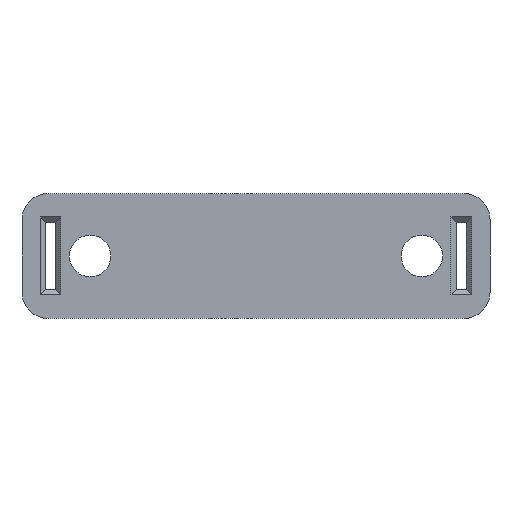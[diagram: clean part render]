
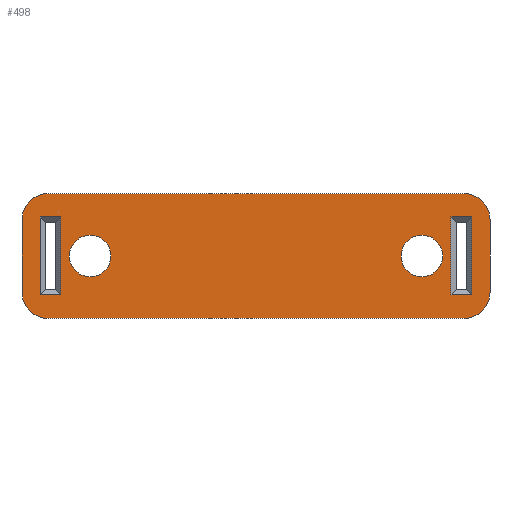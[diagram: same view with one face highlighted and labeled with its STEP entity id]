
A CAD part, left-side view. The second image highlights one B-rep face of the part: STEP entity #498.
In plain terms, the highlighted planar face has unit normal (-1, 0, 0).
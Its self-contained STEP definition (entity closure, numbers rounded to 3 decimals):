
#15=FACE_BOUND('',#75,.T.);
#16=FACE_BOUND('',#76,.T.);
#17=FACE_BOUND('',#77,.T.);
#18=FACE_BOUND('',#78,.T.);
#23=PLANE('',#542);
#46=FACE_OUTER_BOUND('',#74,.T.);
#74=EDGE_LOOP('',(#355,#356,#357,#358,#359,#360,#361,#362));
#75=EDGE_LOOP('',(#363,#364,#365,#366));
#76=EDGE_LOOP('',(#367));
#77=EDGE_LOOP('',(#368));
#78=EDGE_LOOP('',(#369,#370,#371,#372));
#111=LINE('',#731,#169);
#112=LINE('',#735,#170);
#113=LINE('',#739,#171);
#114=LINE('',#742,#172);
#115=LINE('',#745,#173);
#116=LINE('',#747,#174);
#117=LINE('',#749,#175);
#118=LINE('',#750,#176);
#119=LINE('',#757,#177);
#120=LINE('',#759,#178);
#121=LINE('',#761,#179);
#122=LINE('',#762,#180);
#169=VECTOR('',#591,10.);
#170=VECTOR('',#594,10.);
#171=VECTOR('',#597,10.);
#172=VECTOR('',#600,10.);
#173=VECTOR('',#601,10.);
#174=VECTOR('',#602,10.);
#175=VECTOR('',#603,10.);
#176=VECTOR('',#604,10.);
#177=VECTOR('',#609,10.);
#178=VECTOR('',#610,10.);
#179=VECTOR('',#611,10.);
#180=VECTOR('',#612,10.);
#226=CIRCLE('',#541,2.5);
#227=CIRCLE('',#543,2.5);
#228=CIRCLE('',#544,2.5);
#229=CIRCLE('',#545,2.5);
#230=CIRCLE('',#546,2.);
#231=CIRCLE('',#547,2.);
#239=VERTEX_POINT('',#724);
#240=VERTEX_POINT('',#726);
#241=VERTEX_POINT('',#730);
#242=VERTEX_POINT('',#732);
#243=VERTEX_POINT('',#734);
#244=VERTEX_POINT('',#736);
#245=VERTEX_POINT('',#738);
#246=VERTEX_POINT('',#740);
#247=VERTEX_POINT('',#743);
#248=VERTEX_POINT('',#744);
#249=VERTEX_POINT('',#746);
#250=VERTEX_POINT('',#748);
#251=VERTEX_POINT('',#751);
#252=VERTEX_POINT('',#753);
#253=VERTEX_POINT('',#755);
#254=VERTEX_POINT('',#756);
#255=VERTEX_POINT('',#758);
#256=VERTEX_POINT('',#760);
#283=EDGE_CURVE('',#239,#240,#226,.T.);
#285=EDGE_CURVE('',#241,#239,#111,.T.);
#286=EDGE_CURVE('',#242,#241,#227,.T.);
#287=EDGE_CURVE('',#243,#242,#112,.T.);
#288=EDGE_CURVE('',#244,#243,#228,.T.);
#289=EDGE_CURVE('',#245,#244,#113,.T.);
#290=EDGE_CURVE('',#246,#245,#229,.T.);
#291=EDGE_CURVE('',#240,#246,#114,.T.);
#292=EDGE_CURVE('',#247,#248,#115,.T.);
#293=EDGE_CURVE('',#249,#247,#116,.T.);
#294=EDGE_CURVE('',#250,#249,#117,.T.);
#295=EDGE_CURVE('',#248,#250,#118,.T.);
#296=EDGE_CURVE('',#251,#251,#230,.T.);
#297=EDGE_CURVE('',#252,#252,#231,.T.);
#298=EDGE_CURVE('',#253,#254,#119,.T.);
#299=EDGE_CURVE('',#255,#253,#120,.T.);
#300=EDGE_CURVE('',#256,#255,#121,.T.);
#301=EDGE_CURVE('',#254,#256,#122,.T.);
#355=ORIENTED_EDGE('',*,*,#283,.F.);
#356=ORIENTED_EDGE('',*,*,#285,.F.);
#357=ORIENTED_EDGE('',*,*,#286,.F.);
#358=ORIENTED_EDGE('',*,*,#287,.F.);
#359=ORIENTED_EDGE('',*,*,#288,.F.);
#360=ORIENTED_EDGE('',*,*,#289,.F.);
#361=ORIENTED_EDGE('',*,*,#290,.F.);
#362=ORIENTED_EDGE('',*,*,#291,.F.);
#363=ORIENTED_EDGE('',*,*,#292,.F.);
#364=ORIENTED_EDGE('',*,*,#293,.F.);
#365=ORIENTED_EDGE('',*,*,#294,.F.);
#366=ORIENTED_EDGE('',*,*,#295,.F.);
#367=ORIENTED_EDGE('',*,*,#296,.F.);
#368=ORIENTED_EDGE('',*,*,#297,.F.);
#369=ORIENTED_EDGE('',*,*,#298,.F.);
#370=ORIENTED_EDGE('',*,*,#299,.F.);
#371=ORIENTED_EDGE('',*,*,#300,.F.);
#372=ORIENTED_EDGE('',*,*,#301,.F.);
#498=ADVANCED_FACE('',(#46,#15,#16,#17,#18),#23,.F.);
#541=AXIS2_PLACEMENT_3D('',#727,#586,#587);
#542=AXIS2_PLACEMENT_3D('',#729,#589,#590);
#543=AXIS2_PLACEMENT_3D('',#733,#592,#593);
#544=AXIS2_PLACEMENT_3D('',#737,#595,#596);
#545=AXIS2_PLACEMENT_3D('',#741,#598,#599);
#546=AXIS2_PLACEMENT_3D('',#752,#605,#606);
#547=AXIS2_PLACEMENT_3D('',#754,#607,#608);
#586=DIRECTION('center_axis',(1.,0.,0.));
#587=DIRECTION('ref_axis',(0.,0.707,0.707));
#589=DIRECTION('center_axis',(1.,0.,0.));
#590=DIRECTION('ref_axis',(0.,1.,0.));
#591=DIRECTION('',(0.,0.,1.));
#592=DIRECTION('center_axis',(1.,0.,0.));
#593=DIRECTION('ref_axis',(0.,0.707,-0.707));
#594=DIRECTION('',(0.,1.,0.));
#595=DIRECTION('center_axis',(1.,0.,0.));
#596=DIRECTION('ref_axis',(0.,-0.707,-0.707));
#597=DIRECTION('',(0.,0.,-1.));
#598=DIRECTION('center_axis',(1.,0.,0.));
#599=DIRECTION('ref_axis',(0.,-0.707,0.707));
#600=DIRECTION('',(0.,-1.,0.));
#601=DIRECTION('',(0.,1.,0.));
#602=DIRECTION('',(0.,0.,1.));
#603=DIRECTION('',(0.,-1.,0.));
#604=DIRECTION('',(0.,0.,-1.));
#605=DIRECTION('center_axis',(-1.,0.,0.));
#606=DIRECTION('ref_axis',(0.,1.,0.));
#607=DIRECTION('center_axis',(-1.,0.,0.));
#608=DIRECTION('ref_axis',(0.,1.,0.));
#609=DIRECTION('',(0.,1.,0.));
#610=DIRECTION('',(0.,0.,1.));
#611=DIRECTION('',(0.,-1.,0.));
#612=DIRECTION('',(0.,0.,-1.));
#724=CARTESIAN_POINT('',(0.,45.,9.5));
#726=CARTESIAN_POINT('',(0.,42.5,12.));
#727=CARTESIAN_POINT('Origin',(0.,42.5,9.5));
#729=CARTESIAN_POINT('Origin',(0.,22.5,6.));
#730=CARTESIAN_POINT('',(0.,45.,2.5));
#731=CARTESIAN_POINT('',(0.,45.,0.));
#732=CARTESIAN_POINT('',(0.,42.5,0.));
#733=CARTESIAN_POINT('Origin',(0.,42.5,2.5));
#734=CARTESIAN_POINT('',(0.,2.5,0.));
#735=CARTESIAN_POINT('',(0.,0.,0.));
#736=CARTESIAN_POINT('',(0.,0.,2.5));
#737=CARTESIAN_POINT('Origin',(0.,2.5,2.5));
#738=CARTESIAN_POINT('',(0.,0.,9.5));
#739=CARTESIAN_POINT('',(0.,0.,12.));
#740=CARTESIAN_POINT('',(0.,2.5,12.));
#741=CARTESIAN_POINT('Origin',(0.,2.5,9.5));
#742=CARTESIAN_POINT('',(0.,45.,12.));
#743=CARTESIAN_POINT('',(0.,1.75,9.75));
#744=CARTESIAN_POINT('',(0.,3.75,9.75));
#745=CARTESIAN_POINT('',(0.,12.375,9.75));
#746=CARTESIAN_POINT('',(0.,1.75,2.25));
#747=CARTESIAN_POINT('',(0.,1.75,4.375));
#748=CARTESIAN_POINT('',(0.,3.75,2.25));
#749=CARTESIAN_POINT('',(0.,12.875,2.25));
#750=CARTESIAN_POINT('',(0.,3.75,7.625));
#751=CARTESIAN_POINT('',(0.,36.45,6.));
#752=CARTESIAN_POINT('Origin',(0.,38.45,6.));
#753=CARTESIAN_POINT('',(0.,4.55,6.));
#754=CARTESIAN_POINT('Origin',(0.,6.55,6.));
#755=CARTESIAN_POINT('',(0.,41.25,9.75));
#756=CARTESIAN_POINT('',(0.,43.25,9.75));
#757=CARTESIAN_POINT('',(0.,32.125,9.75));
#758=CARTESIAN_POINT('',(0.,41.25,2.25));
#759=CARTESIAN_POINT('',(0.,41.25,4.375));
#760=CARTESIAN_POINT('',(0.,43.25,2.25));
#761=CARTESIAN_POINT('',(0.,32.625,2.25));
#762=CARTESIAN_POINT('',(0.,43.25,7.625));
